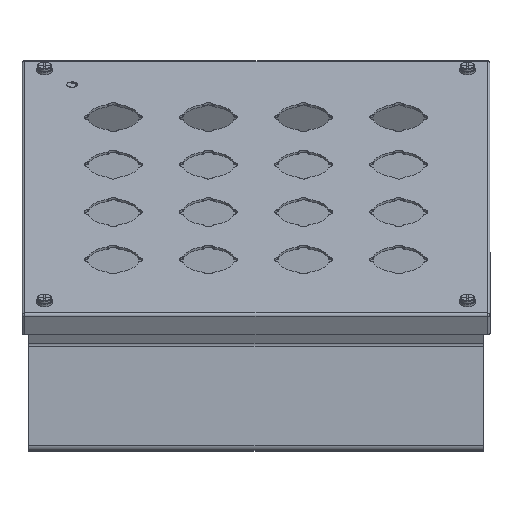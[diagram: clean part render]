
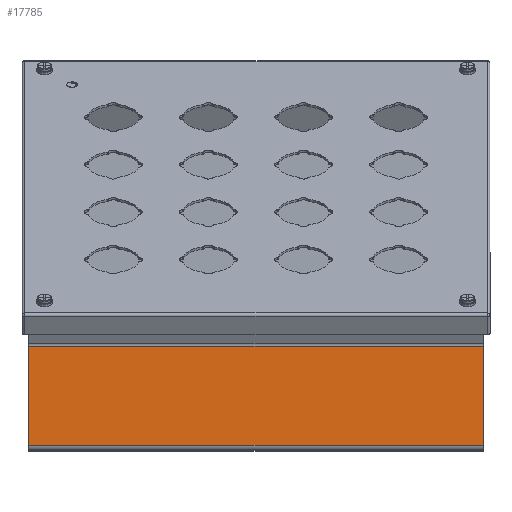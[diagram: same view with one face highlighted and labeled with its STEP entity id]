
A CAD part, top view. The second image highlights one B-rep face of the part: STEP entity #17785.
In plain terms, the highlighted planar face has unit normal (0, 0, 1).
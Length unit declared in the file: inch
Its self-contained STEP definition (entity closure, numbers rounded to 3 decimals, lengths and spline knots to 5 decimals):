
#622 = VERTEX_POINT ( 'NONE', #33531 ) ;
#1919 = ORIENTED_EDGE ( 'NONE', *, *, #30119, .T. ) ;
#2064 = CARTESIAN_POINT ( 'NONE',  ( 0., 0.08235, 0.07 ) ) ;
#2516 = EDGE_LOOP ( 'NONE', ( #1919, #27929, #3688, #6477 ) ) ;
#3182 = EDGE_CURVE ( 'NONE', #18185, #25999, #10817, .T. ) ;
#3688 = ORIENTED_EDGE ( 'NONE', *, *, #5154, .F. ) ;
#3974 = VECTOR ( 'NONE', #30251, 39.37008 ) ;
#4403 = DIRECTION ( 'NONE',  ( -1., 0., 0. ) ) ;
#5154 = EDGE_CURVE ( 'NONE', #20059, #18185, #24502, .T. ) ;
#6477 = ORIENTED_EDGE ( 'NONE', *, *, #23721, .T. ) ;
#7080 = CARTESIAN_POINT ( 'NONE',  ( 0., 0.08235, 0.07 ) ) ;
#8920 = CARTESIAN_POINT ( 'NONE',  ( 0., 2.43039, 0.07 ) ) ;
#10817 = LINE ( 'NONE', #35094, #11898 ) ;
#11898 = VECTOR ( 'NONE', #29867, 39.37008 ) ;
#14620 = CARTESIAN_POINT ( 'NONE',  ( -10.75, 0.08235, 0.07 ) ) ;
#14834 = LINE ( 'NONE', #26314, #21325 ) ;
#15206 = PLANE ( 'NONE',  #31431 ) ;
#17785 = ADVANCED_FACE ( 'NONE', ( #18420 ), #15206, .F. ) ;
#18185 = VERTEX_POINT ( 'NONE', #7080 ) ;
#18420 = FACE_OUTER_BOUND ( 'NONE', #2516, .T. ) ;
#19282 = CARTESIAN_POINT ( 'NONE',  ( 0., 0.08235, 0.07 ) ) ;
#19780 = VECTOR ( 'NONE', #22681, 39.37008 ) ;
#20059 = VERTEX_POINT ( 'NONE', #8920 ) ;
#21325 = VECTOR ( 'NONE', #4403, 39.37008 ) ;
#22681 = DIRECTION ( 'NONE',  ( 0., -1., 0. ) ) ;
#23721 = EDGE_CURVE ( 'NONE', #20059, #622, #14834, .T. ) ;
#24502 = LINE ( 'NONE', #19282, #3974 ) ;
#25999 = VERTEX_POINT ( 'NONE', #14620 ) ;
#26314 = CARTESIAN_POINT ( 'NONE',  ( 0., 2.43039, 0.07 ) ) ;
#27929 = ORIENTED_EDGE ( 'NONE', *, *, #3182, .F. ) ;
#29388 = DIRECTION ( 'NONE',  ( 0., 1., 0. ) ) ;
#29867 = DIRECTION ( 'NONE',  ( -1., 0., 0. ) ) ;
#30119 = EDGE_CURVE ( 'NONE', #622, #25999, #33317, .T. ) ;
#30251 = DIRECTION ( 'NONE',  ( 0., -1., 0. ) ) ;
#30965 = CARTESIAN_POINT ( 'NONE',  ( -10.75, 0.08235, 0.07 ) ) ;
#31431 = AXIS2_PLACEMENT_3D ( 'NONE', #2064, #34973, #29388 ) ;
#33317 = LINE ( 'NONE', #30965, #19780 ) ;
#33531 = CARTESIAN_POINT ( 'NONE',  ( -10.75, 2.43039, 0.07 ) ) ;
#34973 = DIRECTION ( 'NONE',  ( 0., 0., -1. ) ) ;
#35094 = CARTESIAN_POINT ( 'NONE',  ( 0., 0.08235, 0.07 ) ) ;
